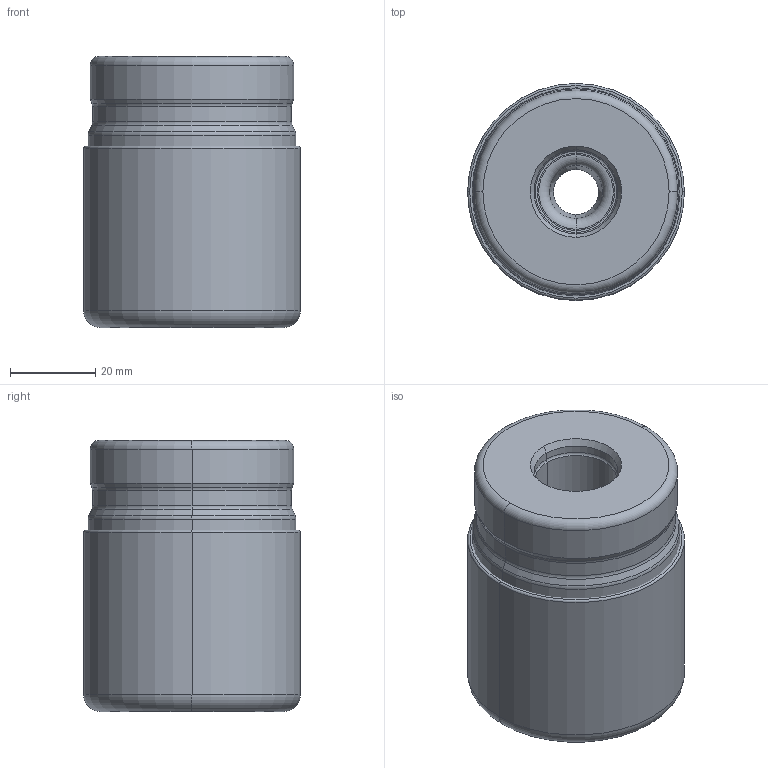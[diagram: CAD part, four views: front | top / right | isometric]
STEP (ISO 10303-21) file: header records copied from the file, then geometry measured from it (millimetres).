
FILE_DESCRIPTION(/* description */ (''),/* implementation_level */ '2;1');
FILE_NAME(/* name */ 'APX4KUR0209A16A_IR0_157.stp',/* time_stamp */ '2023-03-06T11:36:11+09:00',/* author */ (''),/* organization */ (''),/* preprocessor_version */ 'ST-DEVELOPER v16',/* originating_system */ 'SIEMENS PLM Software NX 10.0',/* authorisation */ '');
FILE_SCHEMA (('AUTOMOTIVE_DESIGN { 1 0 10303 214 3 1 1 1 }'));
Length unit declared in the file: millimetre
Products named in the file (1): APX4KUR0209A16A_IR0_157_ASM_2_ASM
Bounding box: 50.8 x 50.8 x 63.5 mm (x, y, z)
Volume: 150756.9 mm3; surface area: 28406.6 mm2
Topology: 2 solids, 2 shells, 80 faces, 189 edges, 125 vertices
Faces by surface type: torus 32, cylinder 22, cone 18, plane 6, bspline 2
Entity records: 2509 total; most frequent: DIRECTION 505, CARTESIAN_POINT 438, ORIENTED_EDGE 360, AXIS2_PLACEMENT_3D 230, EDGE_CURVE 180, CIRCLE 144, VERTEX_POINT 106, EDGE_LOOP 86
